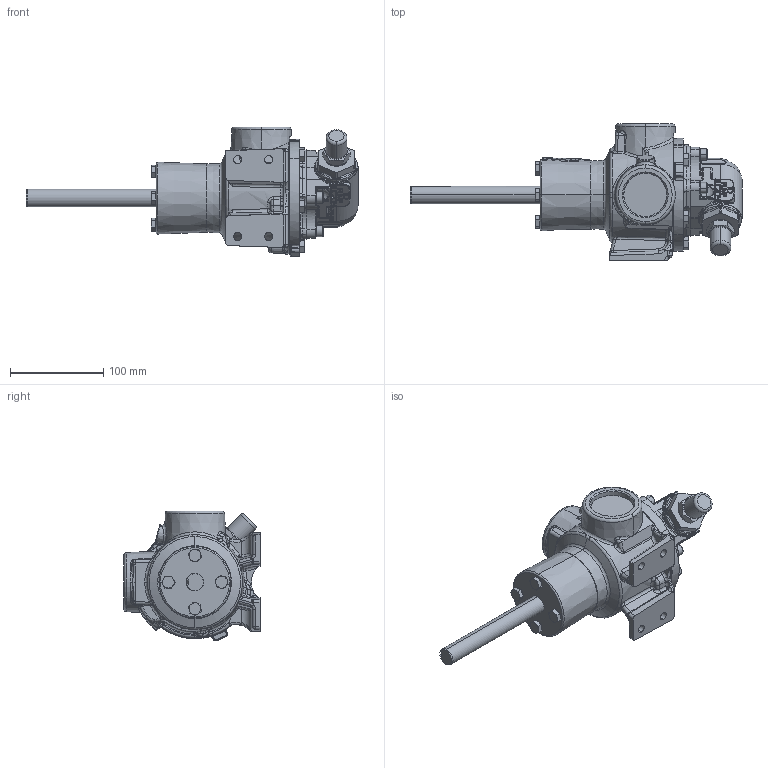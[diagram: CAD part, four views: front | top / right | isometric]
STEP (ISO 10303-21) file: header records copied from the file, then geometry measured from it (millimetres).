
FILE_DESCRIPTION (( 'STEP AP214' ), '1' );
FILE_NAME ('HL432.STEP', '2016-12-20T20:41:27', ( '' ), ( '' ), 'SwSTEP 2.0', 'SolidWorks 2016', '' );
FILE_SCHEMA (( 'AUTOMOTIVE_DESIGN' ));
Length unit declared in the file: inch
Products named in the file (2): HL432
Bounding box: 355.84 x 146.05 x 139.28 mm (x, y, z)
Volume: 1601847 mm3; surface area: 125866 mm2
Topology: 1 solids, 1 shells, 1961 faces, 4752 edges, 2851 vertices
Faces by surface type: plane 647, bspline 620, cylinder 351, cone 144, sphere 121, torus 78
Entity records: 102035 total; most frequent: CARTESIAN_POINT 49133, ORIENTED_EDGE 9436, DIRECTION 6922, EDGE_CURVE 4718, VERTEX_POINT 2851, AXIS2_PLACEMENT_3D 2541, EDGE_LOOP 2069, ADVANCED_FACE 1961
